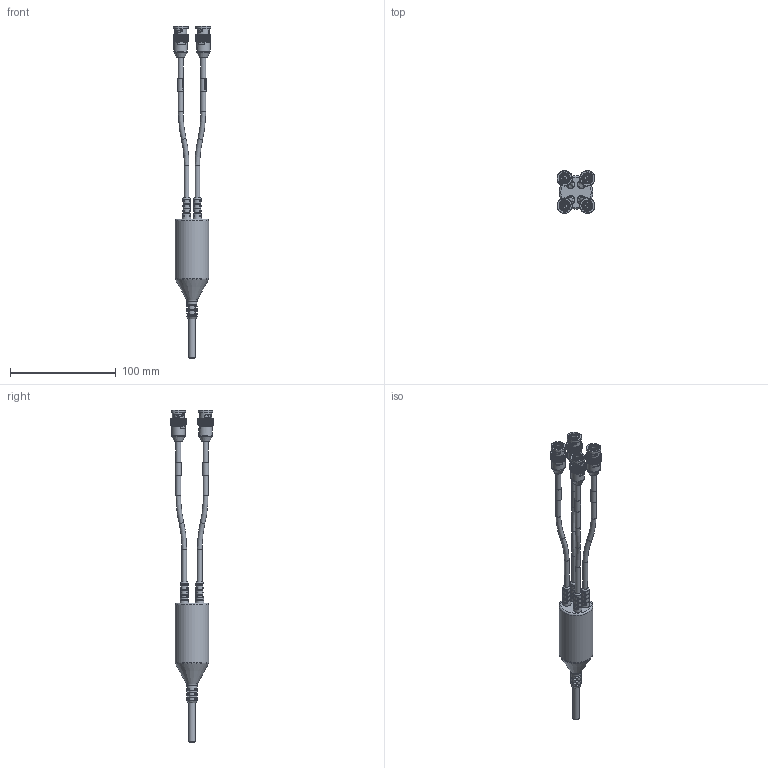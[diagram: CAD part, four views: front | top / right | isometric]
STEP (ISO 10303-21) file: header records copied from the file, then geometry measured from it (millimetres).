
FILE_DESCRIPTION(/* description */ (''),/* implementation_level */ '2;1');
FILE_NAME(/* name */ 'F4DG.stp',/* time_stamp */ '2024-05-06T09:01:21-04:00',/* author */ ('cthayer'),/* organization */ (''),/* preprocessor_version */ 'ST-DEVELOPER v19',/* originating_system */ 'Autodesk Inventor 2023',/* authorisation */ '');
FILE_SCHEMA (('AUTOMOTIVE_DESIGN { 1 0 10303 214 3 1 1 }'));
Length unit declared in the file: inch
Products named in the file (17): F4DG; TOL12029 4 CABLE; CB105; CBP10037; F2C, CABLE; CBP10542; CBP10542_1; CBP10542, PIN; MSP10137; MSP10288; MSP10287; MSP10284; MSP10286; CHAN 1; CHAN 2; CHAN 3; CHAN 4
Assembly tree (25 placements, depth 3):
  F4DG
    TOL12029 4 CABLE
    CB105
      CBP10037
    F2C, CABLE  x4
    MSP10137  x4
    CBP10542  x4
      CBP10542_1
      CBP10542, PIN
    MSP10288
    MSP10287
    MSP10284
    MSP10286
    CHAN 1
    CHAN 2
    CHAN 3
    CHAN 4
Bounding box: 35.88 x 40.3 x 313.51 mm (x, y, z)
Volume: 81234.2 mm3; surface area: 41363.7 mm2
Topology: 26 solids, 26 shells, 2654 faces, 6933 edges, 4414 vertices
Faces by surface type: plane 1173, cylinder 1058, bspline 275, torus 123, cone 25
Full cylindrical faces by diameter (mm): 0.128 x19, 0.203 x24, 1.575 x4, 1.981 x4, 2.032 x4, 3.175 x4, 3.81 x4, 3.937 x1, 4.445 x13, 4.572 x1, 4.953 x8, 5.334 x4, 5.588 x4, 6.35 x1, 7.112 x4, 7.62 x4, 9.624 x1, 9.906 x4, 9.944 x4, 10.16 x4, 11.303 x4, 12.7 x8, 13.843 x4, 31.75 x1
Entity records: 47329 total; most frequent: CARTESIAN_POINT 14934, ORIENTED_EDGE 6558, DIRECTION 6254, EDGE_CURVE 3279, AXIS2_PLACEMENT_3D 2387, VERTEX_POINT 2026, EDGE_LOOP 1505, LINE 1480
